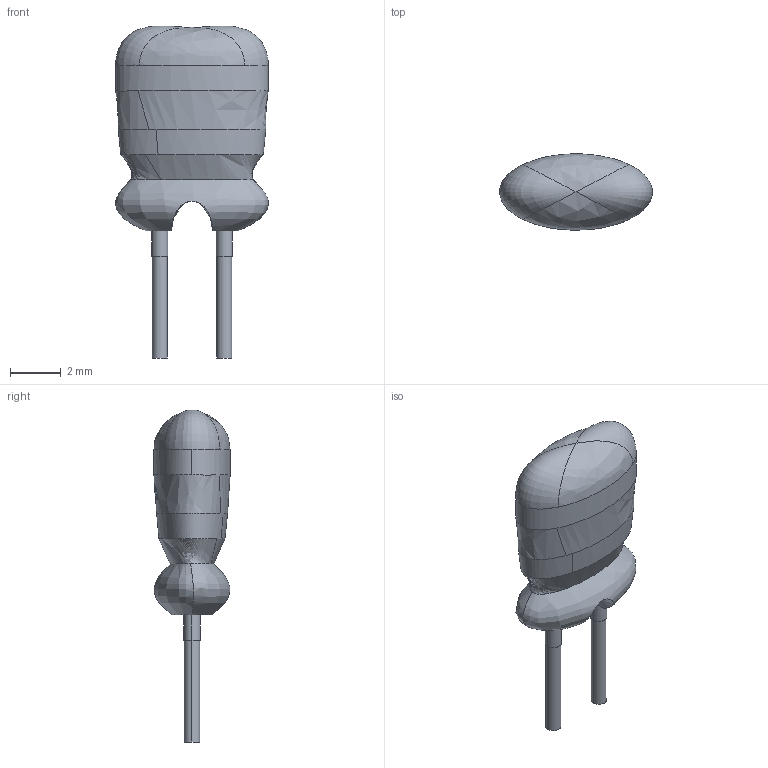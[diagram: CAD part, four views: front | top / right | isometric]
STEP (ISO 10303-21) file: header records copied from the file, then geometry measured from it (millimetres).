
FILE_DESCRIPTION (( 'STEP AP214' ), '1' );
FILE_NAME ('RES-TH_L6.0-W3.0-H8.0-P2.54-D0.6.step', '2022-07-28T10:08:12', ( '' ), ( '' ), 'SwSTEP 2.0', 'SolidWorks 2020', '' );
FILE_SCHEMA (( 'AUTOMOTIVE_DESIGN' ));
Length unit declared in the file: millimetre
Products named in the file (1): RES-TH_L6.0-W3.0-H8.0-P2.54-D0.6
Bounding box: 6.01 x 3 x 13.05 mm (x, y, z)
Volume: 91.7 mm3; surface area: 146.8 mm2
Topology: 1 solids, 1 shells, 250 faces, 680 edges, 453 vertices
Faces by surface type: bspline 133, plane 109, cylinder 8
Entity records: 21067 total; most frequent: CARTESIAN_POINT 13252, ORIENTED_EDGE 1356, EDGE_CURVE 678, DIRECTION 482, VERTEX_POINT 453, B_SPLINE_CURVE_WITH_KNOTS 440, EDGE_LOOP 273, UNCERTAINTY_MEASURE_WITH_UNIT 253
